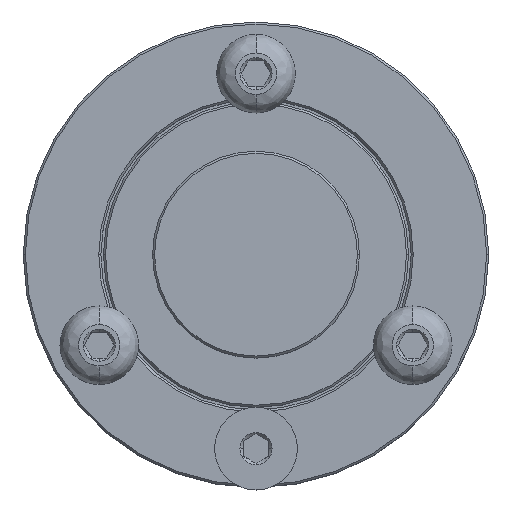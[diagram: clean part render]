
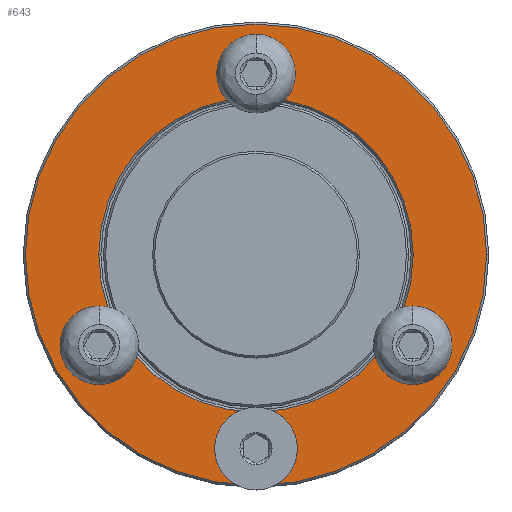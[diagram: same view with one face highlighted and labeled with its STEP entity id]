
A CAD part, top view. The second image highlights one B-rep face of the part: STEP entity #643.
In plain terms, the highlighted planar face has unit normal (0, 0, 1).
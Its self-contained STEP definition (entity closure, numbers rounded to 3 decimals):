
#174=CARTESIAN_POINT('',(0.,17.5,12.5));
#175=DIRECTION('',(0.,0.,1.));
#176=DIRECTION('',(1.,0.,0.));
#177=AXIS2_PLACEMENT_3D('',#174,#175,#176);
#182=CARTESIAN_POINT('',(0.,17.5,12.5));
#183=DIRECTION('',(0.,0.,1.));
#184=DIRECTION('',(-1.,0.,0.));
#185=AXIS2_PLACEMENT_3D('',#182,#183,#184);
#190=CARTESIAN_POINT('',(15.155,-8.75,12.5));
#191=DIRECTION('',(0.,0.,1.));
#192=DIRECTION('',(1.,0.,0.));
#193=AXIS2_PLACEMENT_3D('',#190,#191,#192);
#198=CARTESIAN_POINT('',(15.155,-8.75,12.5));
#199=DIRECTION('',(0.,0.,1.));
#200=DIRECTION('',(-1.,0.,0.));
#201=AXIS2_PLACEMENT_3D('',#198,#199,#200);
#206=CARTESIAN_POINT('',(-15.155,-8.75,12.5));
#207=DIRECTION('',(0.,0.,1.));
#208=DIRECTION('',(1.,0.,0.));
#209=AXIS2_PLACEMENT_3D('',#206,#207,#208);
#214=CARTESIAN_POINT('',(-15.155,-8.75,12.5));
#215=DIRECTION('',(0.,0.,1.));
#216=DIRECTION('',(-1.,0.,0.));
#217=AXIS2_PLACEMENT_3D('',#214,#215,#216);
#222=CARTESIAN_POINT('',(0.,0.,12.5));
#223=DIRECTION('',(0.,0.,1.));
#224=DIRECTION('',(-1.,0.,0.));
#225=AXIS2_PLACEMENT_3D('',#222,#223,#224);
#230=CARTESIAN_POINT('',(0.,0.,12.5));
#231=DIRECTION('',(0.,0.,1.));
#232=DIRECTION('',(1.,0.,0.));
#233=AXIS2_PLACEMENT_3D('',#230,#231,#232);
#238=CARTESIAN_POINT('',(0.,0.,12.5));
#239=DIRECTION('',(0.,0.,-1.));
#240=DIRECTION('',(-1.,0.,0.));
#241=AXIS2_PLACEMENT_3D('',#238,#239,#240);
#246=CARTESIAN_POINT('',(0.,0.,12.5));
#247=DIRECTION('',(0.,0.,-1.));
#248=DIRECTION('',(1.,0.,0.));
#249=AXIS2_PLACEMENT_3D('',#246,#247,#248);
#254=CARTESIAN_POINT('',(0.,-18.75,12.5));
#255=DIRECTION('',(0.,0.,-1.));
#256=DIRECTION('',(-1.,0.,0.));
#257=AXIS2_PLACEMENT_3D('',#254,#255,#256);
#262=CARTESIAN_POINT('',(0.,-18.75,12.5));
#263=DIRECTION('',(0.,0.,-1.));
#264=DIRECTION('',(1.,0.,0.));
#265=AXIS2_PLACEMENT_3D('',#262,#263,#264);
#480=CARTESIAN_POINT('',(-22.3,0.,12.5));
#481=CARTESIAN_POINT('',(22.3,0.,12.5));
#482=VERTEX_POINT('',#480);
#483=VERTEX_POINT('',#481);
#488=CARTESIAN_POINT('',(-15.2,0.,12.5));
#489=CARTESIAN_POINT('',(15.2,0.,12.5));
#490=VERTEX_POINT('',#488);
#491=VERTEX_POINT('',#489);
#516=CARTESIAN_POINT('',(1.65,17.5,12.5));
#517=CARTESIAN_POINT('',(-1.65,17.5,12.5));
#518=VERTEX_POINT('',#516);
#519=VERTEX_POINT('',#517);
#520=CARTESIAN_POINT('',(16.805,-8.75,12.5));
#521=CARTESIAN_POINT('',(13.505,-8.75,12.5));
#522=VERTEX_POINT('',#520);
#523=VERTEX_POINT('',#521);
#524=CARTESIAN_POINT('',(-13.505,-8.75,12.5));
#525=CARTESIAN_POINT('',(-16.805,-8.75,12.5));
#526=VERTEX_POINT('',#524);
#527=VERTEX_POINT('',#525);
#532=CARTESIAN_POINT('',(-1.85,-18.75,12.5));
#533=CARTESIAN_POINT('',(1.85,-18.75,12.5));
#534=VERTEX_POINT('',#532);
#535=VERTEX_POINT('',#533);
#604=CARTESIAN_POINT('',(0.,0.,12.5));
#605=DIRECTION('',(0.,0.,1.));
#606=DIRECTION('',(1.,0.,0.));
#607=AXIS2_PLACEMENT_3D('',#604,#605,#606);
#608=PLANE('',#607);
#610=ORIENTED_EDGE('',*,*,#609,.F.);
#612=ORIENTED_EDGE('',*,*,#611,.F.);
#613=EDGE_LOOP('',(#610,#612));
#614=FACE_OUTER_BOUND('',#613,.F.);
#616=ORIENTED_EDGE('',*,*,#615,.T.);
#618=ORIENTED_EDGE('',*,*,#617,.T.);
#619=EDGE_LOOP('',(#616,#618));
#620=FACE_BOUND('',#619,.F.);
#622=ORIENTED_EDGE('',*,*,#621,.T.);
#624=ORIENTED_EDGE('',*,*,#623,.T.);
#625=EDGE_LOOP('',(#622,#624));
#626=FACE_BOUND('',#625,.F.);
#627=ORIENTED_EDGE('',*,*,#584,.T.);
#628=ORIENTED_EDGE('',*,*,#598,.T.);
#629=EDGE_LOOP('',(#627,#628));
#630=FACE_BOUND('',#629,.F.);
#632=ORIENTED_EDGE('',*,*,#631,.F.);
#634=ORIENTED_EDGE('',*,*,#633,.F.);
#635=EDGE_LOOP('',(#632,#634));
#636=FACE_BOUND('',#635,.F.);
#638=ORIENTED_EDGE('',*,*,#637,.F.);
#640=ORIENTED_EDGE('',*,*,#639,.F.);
#641=EDGE_LOOP('',(#638,#640));
#642=FACE_BOUND('',#641,.F.);
#178=CIRCLE('',#177,1.65);
#186=CIRCLE('',#185,1.65);
#194=CIRCLE('',#193,1.65);
#202=CIRCLE('',#201,1.65);
#210=CIRCLE('',#209,1.65);
#218=CIRCLE('',#217,1.65);
#226=CIRCLE('',#225,22.3);
#234=CIRCLE('',#233,22.3);
#242=CIRCLE('',#241,15.2);
#250=CIRCLE('',#249,15.2);
#258=CIRCLE('',#257,1.85);
#266=CIRCLE('',#265,1.85);
#584=EDGE_CURVE('',#518,#519,#178,.T.);
#598=EDGE_CURVE('',#519,#518,#186,.T.);
#609=EDGE_CURVE('',#482,#483,#226,.T.);
#611=EDGE_CURVE('',#483,#482,#234,.T.);
#615=EDGE_CURVE('',#522,#523,#194,.T.);
#617=EDGE_CURVE('',#523,#522,#202,.T.);
#621=EDGE_CURVE('',#526,#527,#210,.T.);
#623=EDGE_CURVE('',#527,#526,#218,.T.);
#631=EDGE_CURVE('',#490,#491,#242,.T.);
#633=EDGE_CURVE('',#491,#490,#250,.T.);
#637=EDGE_CURVE('',#534,#535,#258,.T.);
#639=EDGE_CURVE('',#535,#534,#266,.T.);
#643=ADVANCED_FACE('',(#614,#620,#626,#630,#636,#642),#608,.T.);
